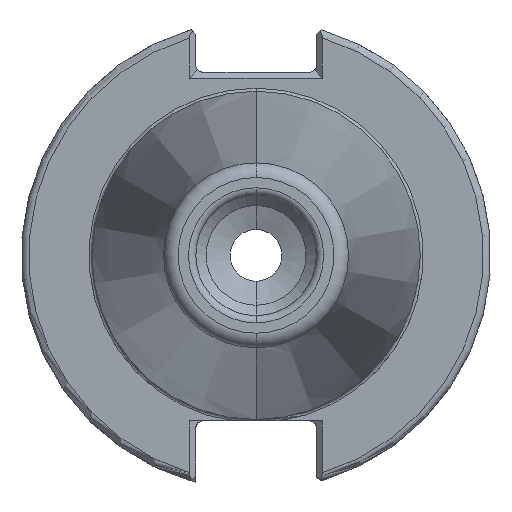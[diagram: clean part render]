
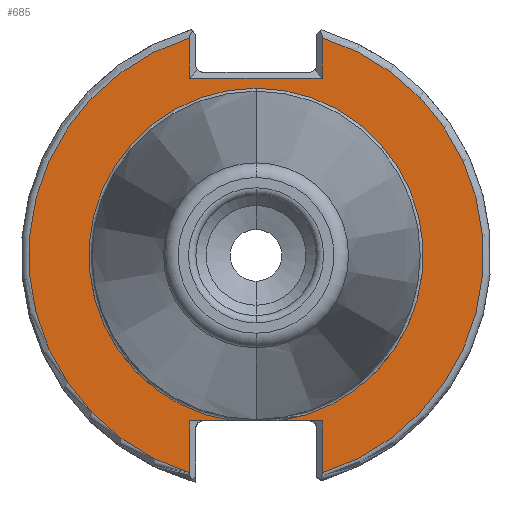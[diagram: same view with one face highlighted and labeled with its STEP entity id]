
A CAD part, left-side view. The second image highlights one B-rep face of the part: STEP entity #685.
In plain terms, the highlighted planar face has unit normal (-1, 0, 0).
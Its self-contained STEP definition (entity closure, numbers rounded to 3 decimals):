
#4 = CARTESIAN_POINT ( 'NONE',  ( -76.82, 8.99, 0. ) ) ;
#6 = DIRECTION ( 'NONE',  ( 0., 0., 1. ) ) ;
#80 = VERTEX_POINT ( 'NONE', #904 ) ;
#113 = DIRECTION ( 'NONE',  ( 0., 0., -1. ) ) ;
#155 = CARTESIAN_POINT ( 'NONE',  ( -76.82, 0., 0. ) ) ;
#176 = CARTESIAN_POINT ( 'NONE',  ( -76.82, -8.99, 24.8 ) ) ;
#215 = CARTESIAN_POINT ( 'NONE',  ( -76.82, 0., 22.625 ) ) ;
#235 = VERTEX_POINT ( 'NONE', #3942 ) ;
#265 = ORIENTED_EDGE ( 'NONE', *, *, #3339, .T. ) ;
#291 = ORIENTED_EDGE ( 'NONE', *, *, #3990, .T. ) ;
#308 = CARTESIAN_POINT ( 'NONE',  ( -76.82, 8.99, 30.701 ) ) ;
#403 = DIRECTION ( 'NONE',  ( 0., 0., 1. ) ) ;
#472 = ORIENTED_EDGE ( 'NONE', *, *, #2273, .F. ) ;
#532 = CIRCLE ( 'NONE', #2796, 30.775 ) ;
#609 = VERTEX_POINT ( 'NONE', #2785 ) ;
#664 = DIRECTION ( 'NONE',  ( 0., 0., 1. ) ) ;
#685 = ADVANCED_FACE ( 'NONE', ( #1742 ), #787, .F. ) ;
#727 = DIRECTION ( 'NONE',  ( -1., 0., 0. ) ) ;
#756 = EDGE_LOOP ( 'NONE', ( #2886, #291, #3345, #2447, #472, #4337, #3347, #909, #2825, #2626, #265 ) ) ;
#774 = VECTOR ( 'NONE', #3654, 1000. ) ;
#786 = EDGE_CURVE ( 'NONE', #3671, #2612, #1614, .T. ) ;
#787 = PLANE ( 'NONE',  #2062 ) ;
#791 = LINE ( 'NONE', #3143, #774 ) ;
#867 = DIRECTION ( 'NONE',  ( -1., 0., 0. ) ) ;
#877 = CARTESIAN_POINT ( 'NONE',  ( -76.82, 0., 0. ) ) ;
#894 = CARTESIAN_POINT ( 'NONE',  ( -76.82, 3.112, -22.41 ) ) ;
#904 = CARTESIAN_POINT ( 'NONE',  ( -76.82, -8.99, 29.433 ) ) ;
#909 = ORIENTED_EDGE ( 'NONE', *, *, #786, .T. ) ;
#968 = AXIS2_PLACEMENT_3D ( 'NONE', #2758, #3312, #664 ) ;
#1033 = VERTEX_POINT ( 'NONE', #894 ) ;
#1066 = VECTOR ( 'NONE', #113, 1000. ) ;
#1181 = LINE ( 'NONE', #176, #1066 ) ;
#1282 = EDGE_CURVE ( 'NONE', #80, #609, #1181, .T. ) ;
#1546 = CARTESIAN_POINT ( 'NONE',  ( -76.82, -8.19, -22.41 ) ) ;
#1603 = VECTOR ( 'NONE', #2218, 1000. ) ;
#1614 = LINE ( 'NONE', #2222, #1603 ) ;
#1630 = EDGE_CURVE ( 'NONE', #235, #3671, #791, .T. ) ;
#1682 = CARTESIAN_POINT ( 'NONE',  ( -76.82, 8.99, 24. ) ) ;
#1742 = FACE_OUTER_BOUND ( 'NONE', #756, .T. ) ;
#1756 = CARTESIAN_POINT ( 'NONE',  ( -76.82, -8.99, -22.41 ) ) ;
#1852 = DIRECTION ( 'NONE',  ( 0., 1., 0. ) ) ;
#1903 = EDGE_CURVE ( 'NONE', #2612, #80, #532, .T. ) ;
#1944 = VECTOR ( 'NONE', #6, 1000. ) ;
#1952 = LINE ( 'NONE', #4, #1944 ) ;
#2014 = DIRECTION ( 'NONE',  ( -1., 0., 0. ) ) ;
#2034 = DIRECTION ( 'NONE',  ( 0., 0., 1. ) ) ;
#2062 = AXIS2_PLACEMENT_3D ( 'NONE', #2608, #2587, #2585 ) ;
#2218 = DIRECTION ( 'NONE',  ( 0., 0., -1. ) ) ;
#2222 = CARTESIAN_POINT ( 'NONE',  ( -76.82, -8.99, 0. ) ) ;
#2273 = EDGE_CURVE ( 'NONE', #2618, #1033, #4379, .T. ) ;
#2292 = EDGE_CURVE ( 'NONE', #2862, #3912, #4315, .T. ) ;
#2306 = CARTESIAN_POINT ( 'NONE',  ( -76.82, 0., 24. ) ) ;
#2321 = CIRCLE ( 'NONE', #4311, 30.775 ) ;
#2447 = ORIENTED_EDGE ( 'NONE', *, *, #2692, .T. ) ;
#2585 = DIRECTION ( 'NONE',  ( 0., 0., -1. ) ) ;
#2587 = DIRECTION ( 'NONE',  ( 1., 0., 0. ) ) ;
#2608 = CARTESIAN_POINT ( 'NONE',  ( -76.82, 0., 0. ) ) ;
#2612 = VERTEX_POINT ( 'NONE', #4264 ) ;
#2618 = VERTEX_POINT ( 'NONE', #215 ) ;
#2626 = ORIENTED_EDGE ( 'NONE', *, *, #1282, .T. ) ;
#2692 = EDGE_CURVE ( 'NONE', #3874, #1033, #3872, .T. ) ;
#2709 = DIRECTION ( 'NONE',  ( 0., -1., 0. ) ) ;
#2758 = CARTESIAN_POINT ( 'NONE',  ( -76.82, 0., 0. ) ) ;
#2785 = CARTESIAN_POINT ( 'NONE',  ( -76.82, -8.99, 24. ) ) ;
#2796 = AXIS2_PLACEMENT_3D ( 'NONE', #155, #867, #3787 ) ;
#2825 = ORIENTED_EDGE ( 'NONE', *, *, #1903, .T. ) ;
#2862 = VERTEX_POINT ( 'NONE', #1682 ) ;
#2886 = ORIENTED_EDGE ( 'NONE', *, *, #2292, .T. ) ;
#2964 = AXIS2_PLACEMENT_3D ( 'NONE', #877, #2014, #2034 ) ;
#3021 = VERTEX_POINT ( 'NONE', #3610 ) ;
#3087 = CARTESIAN_POINT ( 'NONE',  ( -76.82, 0., 0. ) ) ;
#3100 = VECTOR ( 'NONE', #1852, 1000. ) ;
#3115 = CIRCLE ( 'NONE', #2964, 22.625 ) ;
#3143 = CARTESIAN_POINT ( 'NONE',  ( -76.82, -8.19, -22.41 ) ) ;
#3162 = LINE ( 'NONE', #2306, #3100 ) ;
#3282 = EDGE_CURVE ( 'NONE', #235, #2618, #3115, .T. ) ;
#3312 = DIRECTION ( 'NONE',  ( -1., 0., 0. ) ) ;
#3339 = EDGE_CURVE ( 'NONE', #609, #2862, #3162, .T. ) ;
#3345 = ORIENTED_EDGE ( 'NONE', *, *, #4313, .T. ) ;
#3347 = ORIENTED_EDGE ( 'NONE', *, *, #1630, .T. ) ;
#3610 = CARTESIAN_POINT ( 'NONE',  ( -76.82, 8.99, -29.433 ) ) ;
#3654 = DIRECTION ( 'NONE',  ( 0., -1., 0. ) ) ;
#3671 = VERTEX_POINT ( 'NONE', #1756 ) ;
#3714 = CARTESIAN_POINT ( 'NONE',  ( -76.82, 8.99, 29.433 ) ) ;
#3787 = DIRECTION ( 'NONE',  ( 0., 0., -1. ) ) ;
#3869 = VECTOR ( 'NONE', #2709, 1000. ) ;
#3872 = LINE ( 'NONE', #1546, #3869 ) ;
#3874 = VERTEX_POINT ( 'NONE', #4086 ) ;
#3912 = VERTEX_POINT ( 'NONE', #3714 ) ;
#3942 = CARTESIAN_POINT ( 'NONE',  ( -76.82, -3.112, -22.41 ) ) ;
#3990 = EDGE_CURVE ( 'NONE', #3912, #3021, #2321, .T. ) ;
#4086 = CARTESIAN_POINT ( 'NONE',  ( -76.82, 8.99, -22.41 ) ) ;
#4264 = CARTESIAN_POINT ( 'NONE',  ( -76.82, -8.99, -29.433 ) ) ;
#4302 = VECTOR ( 'NONE', #403, 1000. ) ;
#4307 = DIRECTION ( 'NONE',  ( 0., 0., -1. ) ) ;
#4311 = AXIS2_PLACEMENT_3D ( 'NONE', #3087, #727, #4307 ) ;
#4313 = EDGE_CURVE ( 'NONE', #3021, #3874, #1952, .T. ) ;
#4315 = LINE ( 'NONE', #308, #4302 ) ;
#4337 = ORIENTED_EDGE ( 'NONE', *, *, #3282, .F. ) ;
#4379 = CIRCLE ( 'NONE', #968, 22.625 ) ;
